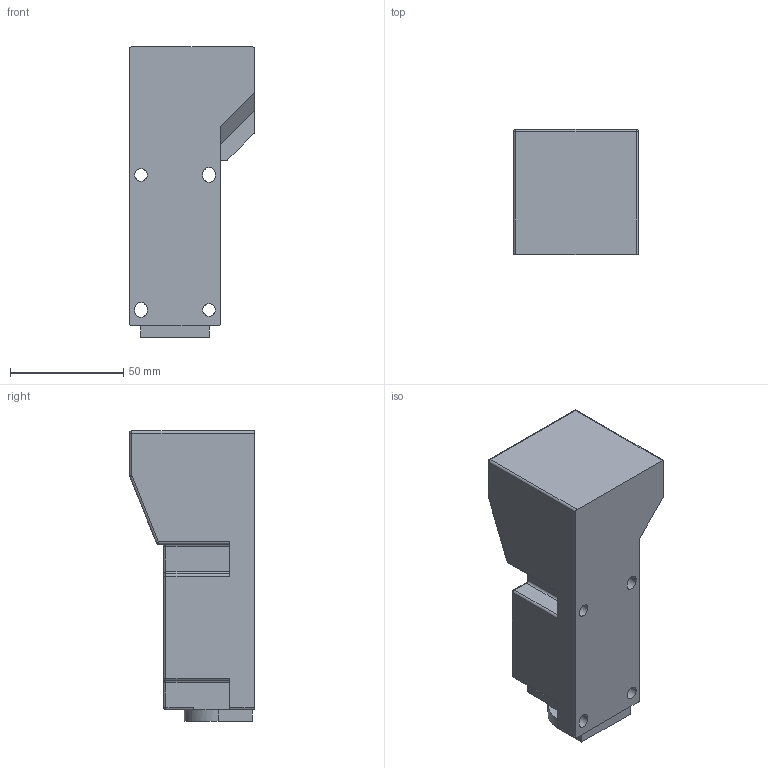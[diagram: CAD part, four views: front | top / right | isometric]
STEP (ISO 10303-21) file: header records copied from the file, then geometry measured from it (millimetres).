
FILE_DESCRIPTION((''),'2;1');
FILE_NAME('VARIKONT_D000233A','2006-01-03T',('Pepperl+Fuchs'),('Industriehansa'),'PRO/ENGINEER BY PARAMETRIC TECHNOLOGY CORPORATION, 2005290','PRO/ENGINEER BY PARAMETRIC TECHNOLOGY CORPORATION, 2005290','');
FILE_SCHEMA(('AUTOMOTIVE_DESIGN_CC2 { 1 2 10303 214 -1 1 5 2 }'));
Length unit declared in the file: millimetre
Products named in the file (1): VARIKONT_D000233A
Bounding box: 55 x 55 x 128 mm (x, y, z)
Volume: 234648.6 mm3; surface area: 29877 mm2
Topology: 1 solids, 1 shells, 110 faces, 315 edges, 215 vertices
Faces by surface type: cylinder 52, plane 39, sphere 13, bspline 4, torus 2
Entity records: 4881 total; most frequent: CARTESIAN_POINT 879, DIRECTION 629, ORIENTED_EDGE 522, PRESENTATION_STYLE_ASSIGNMENT 333, STYLED_ITEM 329, CURVE_STYLE 322, EDGE_CURVE 261, AXIS2_PLACEMENT_3D 219
